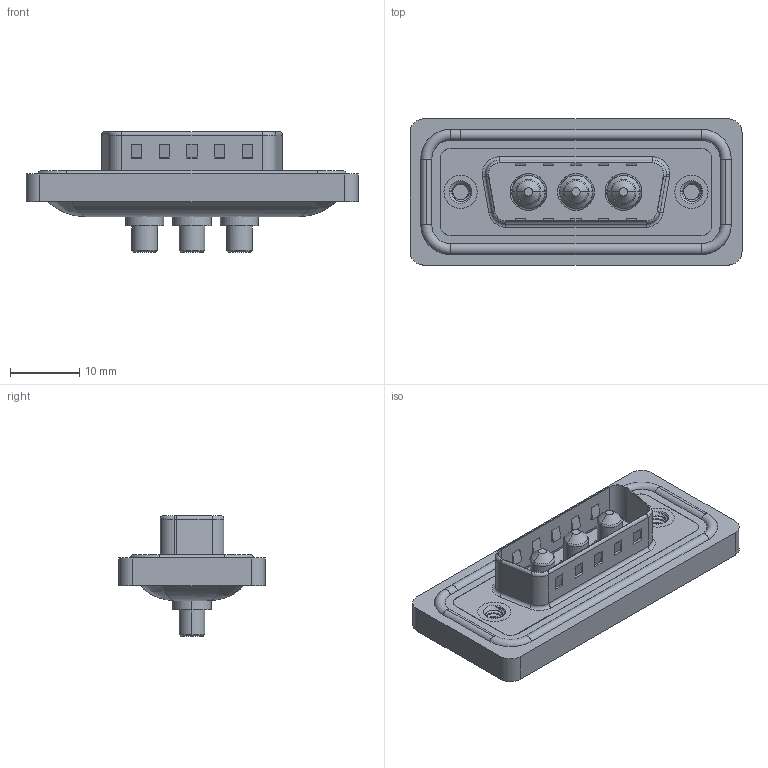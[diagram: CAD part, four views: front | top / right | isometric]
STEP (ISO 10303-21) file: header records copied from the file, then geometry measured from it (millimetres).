
FILE_DESCRIPTION (( 'STEP AP203' ), '1' );
FILE_NAME ('627W3W3-224-4N2.STEP', '2024-03-19T17:46:59', ( '' ), ( '' ), 'SwSTEP 2.0', 'SolidWorks 2023', '' );
FILE_SCHEMA (( 'CONFIG_CONTROL_DESIGN' ));
Length unit declared in the file: millimetre
Products named in the file (7): 627Combo Waterproof Housing_15 Contacts; Power Pin_40A S; 627Combo Threaded Rivet_2; 627W3W3-224-4N2; 627Combo Shell Rear_15 Contacts; 627Combo Housing_3W3; 627Combo Shell Front_15 Contacts
Assembly tree (9 placements, depth 2):
  627W3W3-224-4N2
    627Combo Housing_3W3
    627Combo Waterproof Housing_15 Contacts
    627Combo Shell Rear_15 Contacts
    627Combo Shell Front_15 Contacts
    627Combo Threaded Rivet_2  x2
    Power Pin_40A S  x3
Bounding box: 47.9 x 21.1 x 17.4 mm (x, y, z)
Volume: 5641 mm3; surface area: 8786.2 mm2
Topology: 13 solids, 13 shells, 564 faces, 1375 edges, 859 vertices
Faces by surface type: cylinder 241, plane 207, torus 70, cone 33, bspline 13
Entity records: 16366 total; most frequent: CARTESIAN_POINT 4266, DIRECTION 2468, ORIENTED_EDGE 2296, EDGE_CURVE 1148, AXIS2_PLACEMENT_3D 924, VERTEX_POINT 723, VECTOR 620, LINE 620
